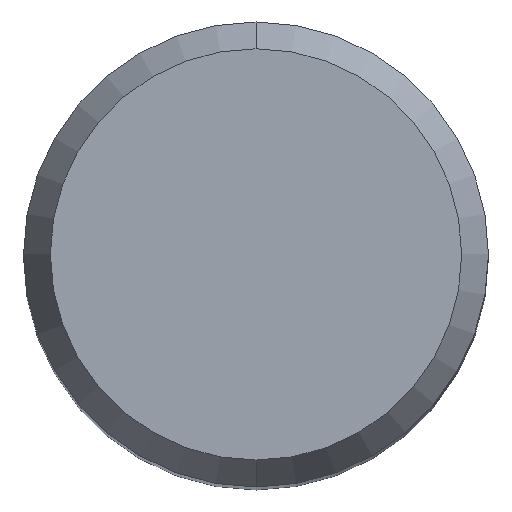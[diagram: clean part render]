
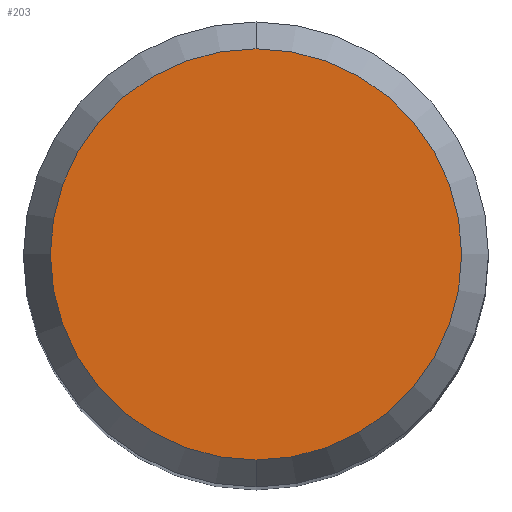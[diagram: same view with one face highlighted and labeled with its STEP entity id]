
A CAD part, top view. The second image highlights one B-rep face of the part: STEP entity #203.
In plain terms, the highlighted planar face has unit normal (0, 0, 1).
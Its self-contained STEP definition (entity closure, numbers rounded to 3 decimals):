
#203=ADVANCED_FACE('',(#497),#498,.T.);
#223=EDGE_CURVE('',#359,#245,#520,.T.);
#245=VERTEX_POINT('',#544);
#359=VERTEX_POINT('',#670);
#371=EDGE_CURVE('',#245,#359,#682,.T.);
#497=FACE_OUTER_BOUND('',#852,.T.);
#498=PLANE('',#853);
#520=CIRCLE('',#883,4.423);
#544=CARTESIAN_POINT('',(0.0,4.423,0.));
#670=CARTESIAN_POINT('',(0.,-4.423,0.));
#682=CIRCLE('',#1244,4.423);
#852=EDGE_LOOP('',(#1442,#1443));
#853=AXIS2_PLACEMENT_3D('',#1444,#1445,#1446);
#883=AXIS2_PLACEMENT_3D('',#1474,#1475,#1476);
#1244=AXIS2_PLACEMENT_3D('',#1662,#1663,#1664);
#1442=ORIENTED_EDGE('',*,*,#371,.F.);
#1443=ORIENTED_EDGE('',*,*,#223,.F.);
#1444=CARTESIAN_POINT('',(0.0,2.211,0.));
#1445=DIRECTION('',(-0.0,0.0,1.0));
#1446=DIRECTION('',(0.0,-1.0,0.0));
#1474=CARTESIAN_POINT('',(0.0,0.0,0.));
#1475=DIRECTION('',(0.0,0.0,-1.0));
#1476=DIRECTION('',(0.0,1.0,0.0));
#1662=CARTESIAN_POINT('',(0.0,0.0,0.));
#1663=DIRECTION('',(0.0,0.0,-1.0));
#1664=DIRECTION('',(0.0,1.0,0.0));
